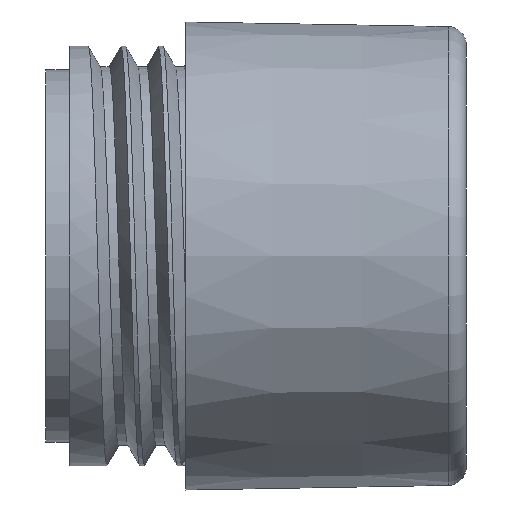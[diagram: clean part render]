
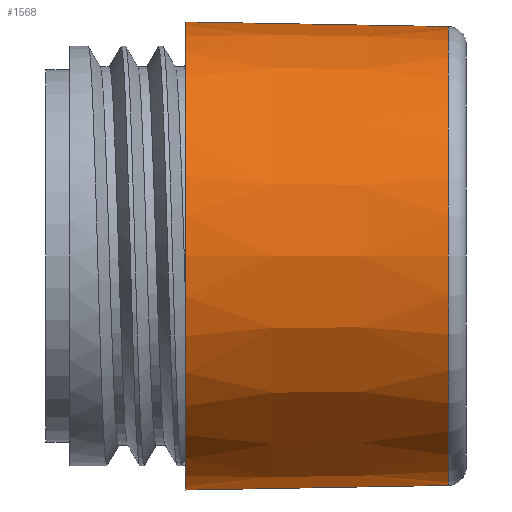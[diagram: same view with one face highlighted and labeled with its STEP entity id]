
A CAD part, front view. The second image highlights one B-rep face of the part: STEP entity #1568.
In plain terms, the highlighted conical face has half-angle 1 degrees and reference radius 7.938 mm.
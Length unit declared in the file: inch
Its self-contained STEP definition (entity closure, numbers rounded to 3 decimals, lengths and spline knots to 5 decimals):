
#6 = ORIENTED_EDGE ( 'NONE', *, *, #760, .F. ) ;
#22 = EDGE_CURVE ( 'NONE', #818, #746, #879, .T. ) ;
#51 = CARTESIAN_POINT ( 'NONE',  ( 5.26043, 13.43154, 0. ) ) ;
#52 = EDGE_LOOP ( 'NONE', ( #6, #1284, #685, #790 ) ) ;
#128 = CIRCLE ( 'NONE', #225, 0.3125 ) ;
#165 = CARTESIAN_POINT ( 'NONE',  ( 5.26043, 13.43154, -0.3125 ) ) ;
#171 = DIRECTION ( 'NONE',  ( 0., 0., 1. ) ) ;
#223 = LINE ( 'NONE', #599, #1081 ) ;
#225 = AXIS2_PLACEMENT_3D ( 'NONE', #51, #1514, #171 ) ;
#327 = DIRECTION ( 'NONE',  ( 0., 0., 1. ) ) ;
#350 = CARTESIAN_POINT ( 'NONE',  ( 5.61086, 13.43154, 0. ) ) ;
#440 = AXIS2_PLACEMENT_3D ( 'NONE', #875, #928, #327 ) ;
#453 = DIRECTION ( 'NONE',  ( 0., 0., 1. ) ) ;
#483 = CARTESIAN_POINT ( 'NONE',  ( 5.26043, 13.43154, 0.3125 ) ) ;
#559 = CARTESIAN_POINT ( 'NONE',  ( 5.61086, 13.43154, -0.30638 ) ) ;
#599 = CARTESIAN_POINT ( 'NONE',  ( 5.26043, 13.43154, -0.3125 ) ) ;
#623 = VERTEX_POINT ( 'NONE', #559 ) ;
#650 = AXIS2_PLACEMENT_3D ( 'NONE', #350, #932, #453 ) ;
#673 = CONICAL_SURFACE ( 'NONE', #440, 0.3125, 0.017 ) ;
#685 = ORIENTED_EDGE ( 'NONE', *, *, #22, .T. ) ;
#709 = CARTESIAN_POINT ( 'NONE',  ( 5.26043, 13.43154, 0.3125 ) ) ;
#746 = VERTEX_POINT ( 'NONE', #483 ) ;
#760 = EDGE_CURVE ( 'NONE', #623, #934, #223, .T. ) ;
#790 = ORIENTED_EDGE ( 'NONE', *, *, #1453, .F. ) ;
#818 = VERTEX_POINT ( 'NONE', #1197 ) ;
#875 = CARTESIAN_POINT ( 'NONE',  ( 5.26043, 13.43154, 0. ) ) ;
#879 = LINE ( 'NONE', #709, #1007 ) ;
#928 = DIRECTION ( 'NONE',  ( -1., 0., 0. ) ) ;
#932 = DIRECTION ( 'NONE',  ( -1., 0., 0. ) ) ;
#934 = VERTEX_POINT ( 'NONE', #165 ) ;
#941 = DIRECTION ( 'NONE',  ( -1., 0., 0.017 ) ) ;
#1007 = VECTOR ( 'NONE', #941, 39.37008 ) ;
#1081 = VECTOR ( 'NONE', #1567, 39.37008 ) ;
#1197 = CARTESIAN_POINT ( 'NONE',  ( 5.61086, 13.43154, 0.30638 ) ) ;
#1209 = CIRCLE ( 'NONE', #650, 0.30638 ) ;
#1224 = EDGE_CURVE ( 'NONE', #623, #818, #1209, .T. ) ;
#1284 = ORIENTED_EDGE ( 'NONE', *, *, #1224, .T. ) ;
#1354 = FACE_OUTER_BOUND ( 'NONE', #52, .T. ) ;
#1453 = EDGE_CURVE ( 'NONE', #934, #746, #128, .T. ) ;
#1514 = DIRECTION ( 'NONE',  ( -1., 0., 0. ) ) ;
#1567 = DIRECTION ( 'NONE',  ( -1., 0., -0.017 ) ) ;
#1568 = ADVANCED_FACE ( 'NONE', ( #1354 ), #673, .T. ) ;
